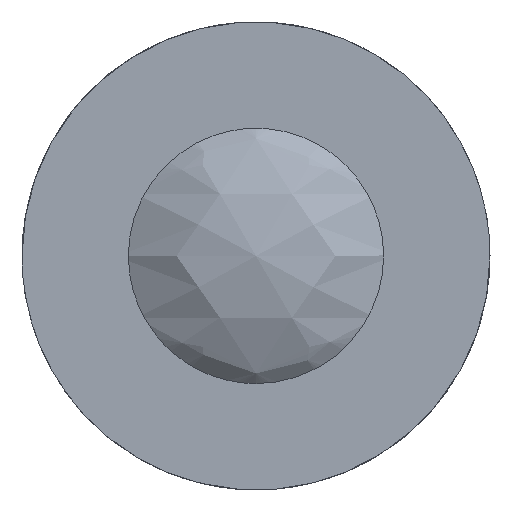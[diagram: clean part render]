
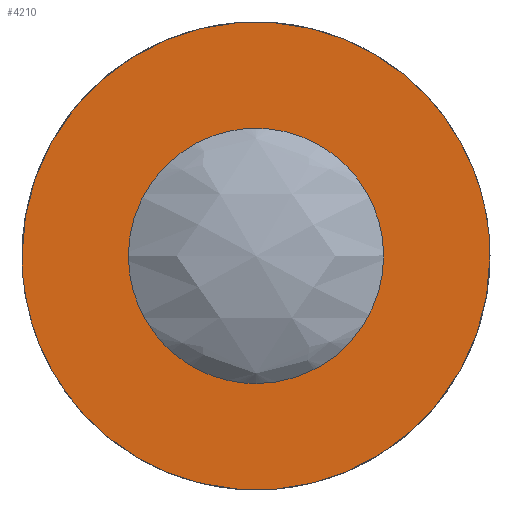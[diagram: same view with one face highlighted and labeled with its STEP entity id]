
A CAD part, left-side view. The second image highlights one B-rep face of the part: STEP entity #4210.
In plain terms, the highlighted free-form (B-spline) face has degree [1, 1] with [2, 2] control points.
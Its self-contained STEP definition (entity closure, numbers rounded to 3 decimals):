
#3350 = CARTESIAN_POINT ('', (0., 0., -6.));
#3360 = VERTEX_POINT ('', #3350);
#3420 = CARTESIAN_POINT ('', (0., -6., 0.));
#3430 = VERTEX_POINT ('', #3420);
#3440 = CARTESIAN_POINT ('', (0., 0., -6.));
#3450 = CARTESIAN_POINT ('', (0., -3., -6.));
#3460 = CARTESIAN_POINT ('', (0., -6., -4.));
#3470 = CARTESIAN_POINT ('', (0., -6., 0.));
#3480 = (
   BOUNDED_CURVE ()
   B_SPLINE_CURVE (3, (#3440, #3450, #3460, #3470), .UNSPECIFIED., .F., .U.)
   B_SPLINE_CURVE_WITH_KNOTS ((4, 4), (0., 1.), .UNSPECIFIED.)
   CURVE ()
   GEOMETRIC_REPRESENTATION_ITEM ()
   RATIONAL_B_SPLINE_CURVE ((1., 0.667, 0.5, 0.5))
   REPRESENTATION_ITEM ('')
);
#3490 = EDGE_CURVE ('', #3360, #3430, #3480, .T.);
#3510 = CARTESIAN_POINT ('', (0., 6., 0.));
#3520 = VERTEX_POINT ('', #3510);
#3530 = CARTESIAN_POINT ('', (0., -6., 0.));
#3540 = CARTESIAN_POINT ('', (0., -6., 4.));
#3550 = CARTESIAN_POINT ('', (0., -3., 6.));
#3560 = CARTESIAN_POINT ('', (0., 0., 6.));
#3570 = CARTESIAN_POINT ('', (0., 3., 6.));
#3580 = CARTESIAN_POINT ('', (0., 6., 4.));
#3590 = CARTESIAN_POINT ('', (0., 6., 0.));
#3600 = (
   BOUNDED_CURVE ()
   B_SPLINE_CURVE (3, (#3530, #3540, #3550, #3560, #3570, #3580, #3590), .UNSPECIFIED., .F., .U.)
   B_SPLINE_CURVE_WITH_KNOTS ((4, 3, 4), (0., 0.5, 1.), .UNSPECIFIED.)
   CURVE ()
   GEOMETRIC_REPRESENTATION_ITEM ()
   RATIONAL_B_SPLINE_CURVE ((0.5, 0.5, 0.667, 1., 0.667, 0.5, 0.5))
   REPRESENTATION_ITEM ('')
);
#3610 = EDGE_CURVE ('', #3430, #3520, #3600, .T.);
#3630 = CARTESIAN_POINT ('', (0., 6., 0.));
#3640 = CARTESIAN_POINT ('', (0., 6., -4.));
#3650 = CARTESIAN_POINT ('', (0., 3., -6.));
#3660 = CARTESIAN_POINT ('', (0., 0., -6.));
#3670 = (
   BOUNDED_CURVE ()
   B_SPLINE_CURVE (3, (#3630, #3640, #3650, #3660), .UNSPECIFIED., .F., .U.)
   B_SPLINE_CURVE_WITH_KNOTS ((4, 4), (0., 1.), .UNSPECIFIED.)
   CURVE ()
   GEOMETRIC_REPRESENTATION_ITEM ()
   RATIONAL_B_SPLINE_CURVE ((0.5, 0.5, 0.667, 1.))
   REPRESENTATION_ITEM ('')
);
#3680 = EDGE_CURVE ('', #3520, #3360, #3670, .T.);
#3910 = CARTESIAN_POINT ('', (0., -11., 0.));
#3920 = VERTEX_POINT ('', #3910);
#3930 = CARTESIAN_POINT ('', (0., 11., 0.));
#3940 = VERTEX_POINT ('', #3930);
#3950 = CARTESIAN_POINT ('', (0., -11., 0.));
#3960 = CARTESIAN_POINT ('', (0., -11., -22.));
#3970 = CARTESIAN_POINT ('', (0., 11., -22.));
#3980 = CARTESIAN_POINT ('', (0., 11., 0.));
#3990 = (
   BOUNDED_CURVE ()
   B_SPLINE_CURVE (3, (#3950, #3960, #3970, #3980), .UNSPECIFIED., .F., .U.)
   B_SPLINE_CURVE_WITH_KNOTS ((4, 4), (0., 1.), .UNSPECIFIED.)
   CURVE ()
   GEOMETRIC_REPRESENTATION_ITEM ()
   RATIONAL_B_SPLINE_CURVE ((1., 0.333, 0.333, 1.))
   REPRESENTATION_ITEM ('')
);
#4000 = EDGE_CURVE ('', #3920, #3940, #3990, .T.);
#4010 = ORIENTED_EDGE ('', *, *, #4000, .F.);
#4020 = CARTESIAN_POINT ('', (0., 11., 0.));
#4030 = CARTESIAN_POINT ('', (0., 11., 22.));
#4040 = CARTESIAN_POINT ('', (0., -11., 22.));
#4050 = CARTESIAN_POINT ('', (0., -11., 0.));
#4060 = (
   BOUNDED_CURVE ()
   B_SPLINE_CURVE (3, (#4020, #4030, #4040, #4050), .UNSPECIFIED., .F., .U.)
   B_SPLINE_CURVE_WITH_KNOTS ((4, 4), (0., 1.), .UNSPECIFIED.)
   CURVE ()
   GEOMETRIC_REPRESENTATION_ITEM ()
   RATIONAL_B_SPLINE_CURVE ((1., 0.333, 0.333, 1.))
   REPRESENTATION_ITEM ('')
);
#4070 = EDGE_CURVE ('', #3940, #3920, #4060, .T.);
#4080 = ORIENTED_EDGE ('', *, *, #4070, .F.);
#4090 = EDGE_LOOP ('', (#4010, #4080));
#4100 = FACE_OUTER_BOUND ('', #4090, .T.);
#4110 = ORIENTED_EDGE ('', *, *, #3490, .F.);
#4120 = ORIENTED_EDGE ('', *, *, #3680, .F.);
#4130 = ORIENTED_EDGE ('', *, *, #3610, .F.);
#4140 = EDGE_LOOP ('', (#4110, #4120, #4130));
#4150 = FACE_BOUND ('', #4140, .T.);
#4160 = CARTESIAN_POINT ('', (0., -11.132, 11.132));
#4170 = CARTESIAN_POINT ('', (0., -11.132, -11.132));
#4180 = CARTESIAN_POINT ('', (0., 11.132, 11.132));
#4190 = CARTESIAN_POINT ('', (0., 11.132, -11.132));
#4200 = B_SPLINE_SURFACE_WITH_KNOTS ('', 1, 1, ((#4160, #4170), (#4180, #4190)), .UNSPECIFIED., .F., .F., .U., (2, 2), (2, 2), (0., 1.), (0., 1.), .UNSPECIFIED.);
#4210 = ADVANCED_FACE ('', (#4100, #4150), #4200, .T.);
